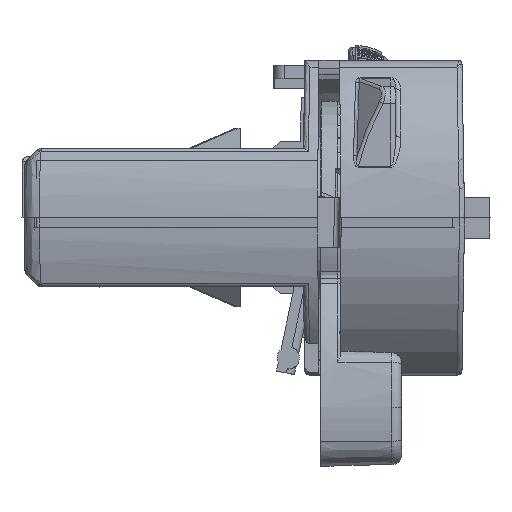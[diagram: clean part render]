
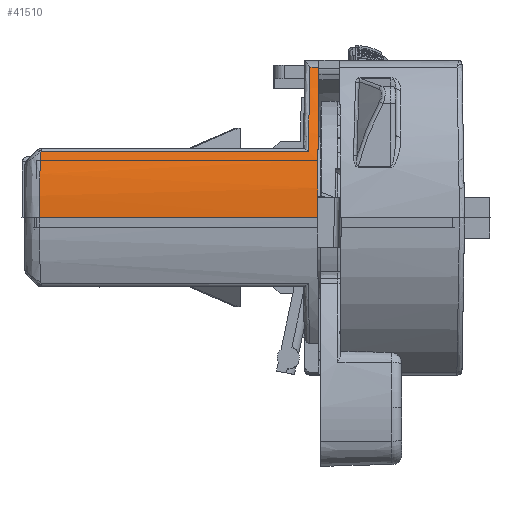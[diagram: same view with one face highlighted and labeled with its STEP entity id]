
A CAD part, left-side view. The second image highlights one B-rep face of the part: STEP entity #41510.
In plain terms, the highlighted cylindrical face has radius 19.016 mm (diameter 38.031 mm), a partial arc.
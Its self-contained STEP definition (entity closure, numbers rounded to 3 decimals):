
#35216=CARTESIAN_POINT('',(-27.888,8.372,
14.841));
#35223=DIRECTION('',(0.,-1.,0.));
#35224=VECTOR('',#35223,0.876);
#35225=CARTESIAN_POINT('',(-27.888,9.248,
14.841));
#35226=LINE('',#35225,#35224);
#35232=CARTESIAN_POINT('',(-27.888,9.248,
14.841));
#35265=CARTESIAN_POINT('',(-35.016,8.501,0.));
#35266=CARTESIAN_POINT('',(-35.016,8.475,3.044));
#35267=CARTESIAN_POINT('',(-33.643,8.427,
8.473));
#35268=CARTESIAN_POINT('',(-30.264,8.388,
12.938));
#35269=CARTESIAN_POINT('',(-27.888,8.372,
14.841));
#35271=DIRECTION('',(0.,-1.,0.));
#35272=VECTOR('',#35271,27.399);
#35273=CARTESIAN_POINT('',(-35.016,35.9,
0.));
#35274=LINE('',#35273,#35272);
#35275=CARTESIAN_POINT('',(-33.901,35.797,
6.415));
#35276=CARTESIAN_POINT('',(-34.637,35.83,
4.361));
#35277=CARTESIAN_POINT('',(-35.016,35.865,
2.182));
#35278=CARTESIAN_POINT('',(-35.016,35.9,
0.));
#35280=CARTESIAN_POINT('',(-33.862,35.693,
6.521));
#35281=CARTESIAN_POINT('',(-33.875,35.727,
6.486));
#35282=CARTESIAN_POINT('',(-33.888,35.762,
6.45));
#35283=CARTESIAN_POINT('',(-33.901,35.797,
6.415));
#35285=CARTESIAN_POINT('',(-27.888,9.248,
14.841));
#35286=CARTESIAN_POINT('',(-28.787,9.259,
14.121));
#35287=CARTESIAN_POINT('',(-30.455,9.288,
12.516));
#35288=CARTESIAN_POINT('',(-32.479,9.335,
9.697));
#35289=CARTESIAN_POINT('',(-33.467,9.372,
7.604));
#35290=CARTESIAN_POINT('',(-33.862,9.389,
6.521));
#37186=CARTESIAN_POINT('',(-33.901,35.797,
6.415));
#37299=CARTESIAN_POINT('',(-35.016,35.9,
0.));
#38375=DIRECTION('',(0.,-1.,0.));
#38376=VECTOR('',#38375,26.304);
#38377=CARTESIAN_POINT('',(-33.862,35.693,
6.521));
#38378=LINE('',#38377,#38376);
#39615=CARTESIAN_POINT('',(-33.862,35.693,
6.521));
#39616=CARTESIAN_POINT('',(-33.862,9.389,
6.521));
#39617=VERTEX_POINT('',#39615);
#39618=VERTEX_POINT('',#39616);
#39826=VERTEX_POINT('',#37299);
#40079=VERTEX_POINT('',#37186);
#40439=VERTEX_POINT('',#35216);
#40605=VERTEX_POINT('',#35232);
#40677=VERTEX_POINT('',#35265);
#41491=CARTESIAN_POINT('',(-16.,-6.,0.));
#41492=DIRECTION('',(0.,1.,0.));
#41493=DIRECTION('',(0.,0.,1.));
#41494=AXIS2_PLACEMENT_3D('',#41491,#41492,#41493);
#41495=CYLINDRICAL_SURFACE('',#41494,19.016);
#41496=ORIENTED_EDGE('',*,*,#40865,.F.);
#41498=ORIENTED_EDGE('',*,*,#41497,.F.);
#41500=ORIENTED_EDGE('',*,*,#41499,.F.);
#41502=ORIENTED_EDGE('',*,*,#41501,.F.);
#41504=ORIENTED_EDGE('',*,*,#41503,.T.);
#41506=ORIENTED_EDGE('',*,*,#41505,.F.);
#41507=ORIENTED_EDGE('',*,*,#41465,.T.);
#41508=EDGE_LOOP('',(#41496,#41498,#41500,#41502,#41504,#41506,#41507));
#41509=FACE_OUTER_BOUND('',#41508,.F.);
#41510=ADVANCED_FACE('',(#41509),#41495,.T.);
#35270=B_SPLINE_CURVE_WITH_KNOTS('',3,(#35265,#35266,#35267,#35268,#35269),
.UNSPECIFIED.,.F.,.F.,(4,1,4),(0.,0.5,1.),.UNSPECIFIED.);
#35279=B_SPLINE_CURVE_WITH_KNOTS('',3,(#35275,#35276,#35277,#35278),
.UNSPECIFIED.,.F.,.F.,(4,4),(0.,1.),.UNSPECIFIED.);
#35284=B_SPLINE_CURVE_WITH_KNOTS('',3,(#35280,#35281,#35282,#35283),
.UNSPECIFIED.,.F.,.F.,(4,4),(0.,1.),.UNSPECIFIED.);
#35291=B_SPLINE_CURVE_WITH_KNOTS('',3,(#35285,#35286,#35287,#35288,#35289,
#35290),.UNSPECIFIED.,.F.,.F.,(4,1,1,4),(0.,0.333,
0.667,1.),.UNSPECIFIED.);
#40865=EDGE_CURVE('',#40677,#40439,#35270,.T.);
#41465=EDGE_CURVE('',#40605,#40439,#35226,.T.);
#41497=EDGE_CURVE('',#39826,#40677,#35274,.T.);
#41499=EDGE_CURVE('',#40079,#39826,#35279,.T.);
#41501=EDGE_CURVE('',#39617,#40079,#35284,.T.);
#41503=EDGE_CURVE('',#39617,#39618,#38378,.T.);
#41505=EDGE_CURVE('',#40605,#39618,#35291,.T.);
